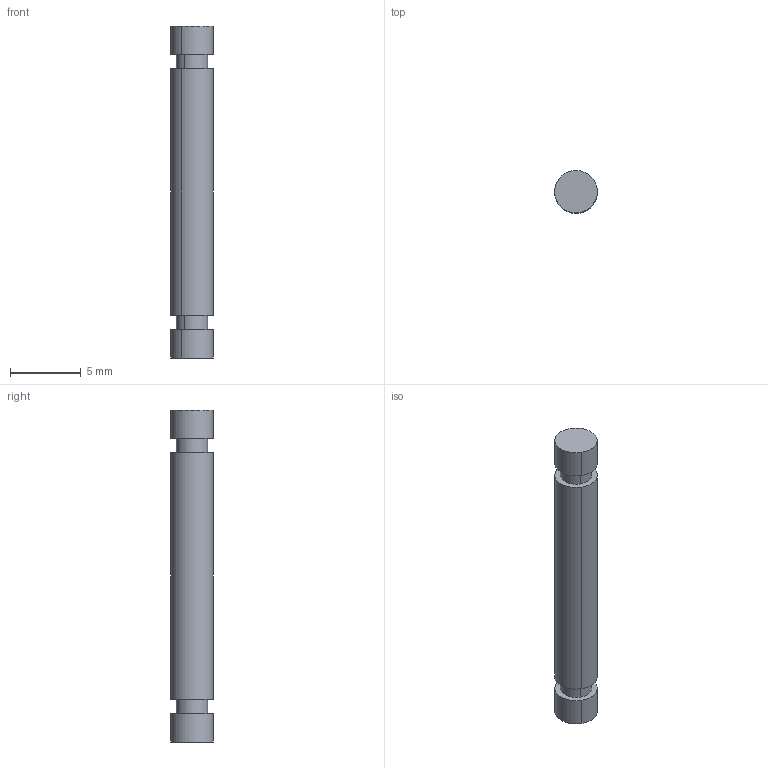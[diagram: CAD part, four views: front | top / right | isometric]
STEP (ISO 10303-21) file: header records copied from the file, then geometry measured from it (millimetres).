
FILE_DESCRIPTION(('CATIA V5 STEP Exchange'),'2;1');
FILE_NAME('ST_08024 (axe palette).stp','2021-03-08T08:44:33+00:00',('none'),('none'),'CATIA Version 5 Release 19 SP 2 (IN-10)','CATIA V5 STEP AP203','none');
FILE_SCHEMA(('CONFIG_CONTROL_DESIGN'));
Length unit declared in the file: millimetre
Products named in the file (1): ST_08024
Bounding box: 3 x 3 x 23.4 mm (x, y, z)
Volume: 158.9 mm3; surface area: 242.7 mm2
Topology: 1 solids, 1 shells, 16 faces, 30 edges, 20 vertices
Faces by surface type: cylinder 10, plane 6
Entity records: 396 total; most frequent: ORIENTED_EDGE 60, CARTESIAN_POINT 59, DIRECTION 46, EDGE_CURVE 30, AXIS2_PLACEMENT_3D 29, CIRCLE 20, EDGE_LOOP 20, VERTEX_POINT 20
